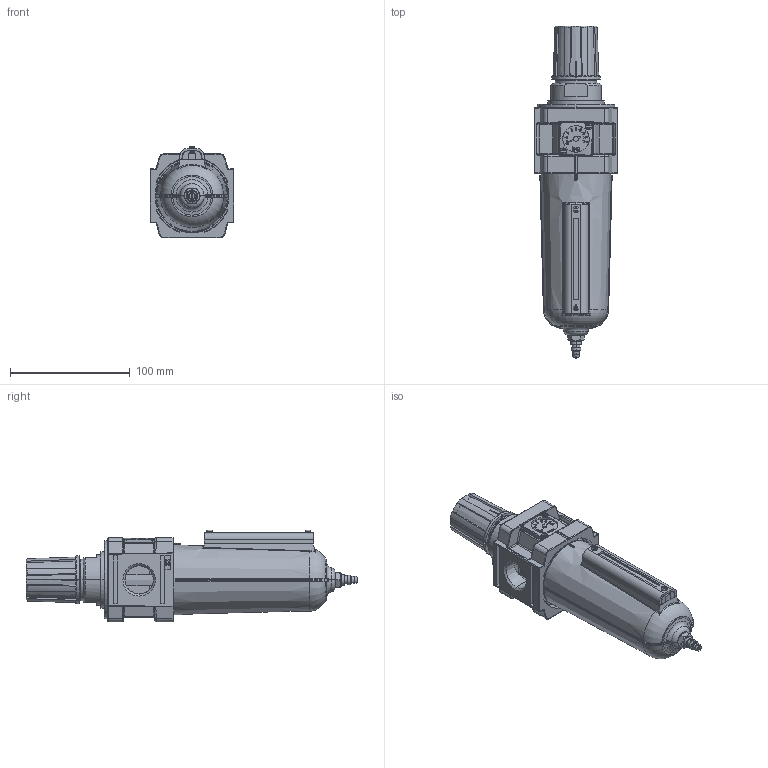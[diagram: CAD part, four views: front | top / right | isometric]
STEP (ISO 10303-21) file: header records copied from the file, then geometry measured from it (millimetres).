
FILE_DESCRIPTION (( 'STEP AP214' ), '1' );
FILE_NAME ('FR70.STEP', '2021-11-19T06:47:46', ( 'User' ), ( '' ), 'SwSTEP 2.0', 'SolidWorks 2014', '' );
FILE_SCHEMA (( 'AUTOMOTIVE_DESIGN' ));
Length unit declared in the file: millimetre
Products named in the file (27): R5010; 十字圓頭螺絲_2; F2117-1; 埋入壓力錶-1; 1-埋入式壓力錶; R50調壓座; 排水閥; F7029; 70液面計; F7002; W7001(填補); FR70; FR70_1_2
Assembly tree (15 placements, depth 3):
  十字圓頭螺絲_2
  R50調壓座
  R5010
  十字圓頭螺絲_2
  十字圓頭螺絲_2
Bounding box: 70 x 276.88 x 76.5 mm (x, y, z)
Volume: 292388.3 mm3; surface area: 139912.8 mm2
Topology: 14 solids, 16 shells, 2495 faces, 6144 edges, 3753 vertices
Faces by surface type: plane 1159, cylinder 646, bspline 447, cone 149, torus 68, sphere 26
Entity records: 117018 total; most frequent: CARTESIAN_POINT 38755, ORIENTED_EDGE 11538, DIRECTION 9640, EDGE_CURVE 5769, VERTEX_POINT 3551, AXIS2_PLACEMENT_3D 3301, VECTOR 3038, LINE 3038
